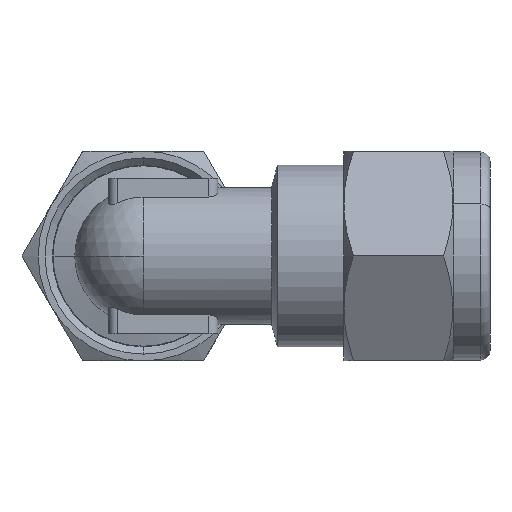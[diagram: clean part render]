
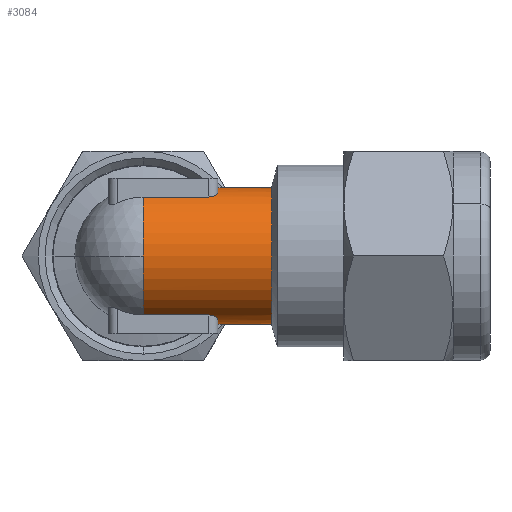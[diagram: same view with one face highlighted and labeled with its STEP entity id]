
A CAD part, left-side view. The second image highlights one B-rep face of the part: STEP entity #3084.
In plain terms, the highlighted cylindrical face has radius 7.5 mm (diameter 15 mm), a partial arc.
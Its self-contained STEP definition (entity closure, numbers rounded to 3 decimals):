
#16 = B_SPLINE_CURVE_WITH_KNOTS ( 'NONE', 3,
 ( #3227, #3228, #3232, #3233, #3234, #3235, #3236, #3237, #3238, #3239 ),
 .UNSPECIFIED., .F., .F.,
 ( 4, 2, 2, 2, 4 ),
 ( 0., 0., 0.001, 0.001, 0.002 ),
 .UNSPECIFIED. ) ;
#48 = DIRECTION ( 'NONE',  ( 0., 0., -1. ) ) ;
#50 = CARTESIAN_POINT ( 'NONE',  ( 0., 0., 0. ) ) ;
#51 = DIRECTION ( 'NONE',  ( 0., -1., 0. ) ) ;
#231 = B_SPLINE_CURVE_WITH_KNOTS ( 'NONE', 3,
 ( #1496, #1495, #1497, #1498, #1499, #1500, #1501, #1502, #1503, #1504 ),
 .UNSPECIFIED., .F., .F.,
 ( 4, 2, 2, 2, 4 ),
 ( 0.005, 0.005, 0.006, 0.006, 0.007 ),
 .UNSPECIFIED. ) ;
#258 = AXIS2_PLACEMENT_3D ( 'NONE', #50, #51, #48 ) ;
#307 = LINE ( 'NONE', #2321, #311 ) ;
#310 = LINE ( 'NONE', #2335, #313 ) ;
#311 = VECTOR ( 'NONE', #2320, 1000. ) ;
#313 = VECTOR ( 'NONE', #2336, 1000. ) ;
#328 = CIRCLE ( 'NONE', #2665, 7.5 ) ;
#356 = CIRCLE ( 'NONE', #2676, 7.5 ) ;
#360 = LINE ( 'NONE', #3213, #362 ) ;
#361 = CIRCLE ( 'NONE', #2678, 7.5 ) ;
#362 = VECTOR ( 'NONE', #3214, 1000. ) ;
#363 = CIRCLE ( 'NONE', #2677, 7.5 ) ;
#682 = FACE_OUTER_BOUND ( 'NONE', #1033, .T. ) ;
#684 = CYLINDRICAL_SURFACE ( 'NONE', #258, 7.5 ) ;
#764 = CARTESIAN_POINT ( 'NONE',  ( 0., 16.438, -7.5 ) ) ;
#773 = CARTESIAN_POINT ( 'NONE',  ( 0., 16.438, 7.5 ) ) ;
#774 = CARTESIAN_POINT ( 'NONE',  ( -7.5, 30.5, 0. ) ) ;
#777 = CARTESIAN_POINT ( 'NONE',  ( -3.805, 30.5, -6.463 ) ) ;
#784 = CARTESIAN_POINT ( 'NONE',  ( 0., 22.305, -7.5 ) ) ;
#832 = CARTESIAN_POINT ( 'NONE',  ( -2.805, 22.305, 6.956 ) ) ;
#834 = CARTESIAN_POINT ( 'NONE',  ( -3.805, 23.305, -6.463 ) ) ;
#837 = CARTESIAN_POINT ( 'NONE',  ( -3.805, 23.305, 6.463 ) ) ;
#838 = CARTESIAN_POINT ( 'NONE',  ( -3.805, 30.5, 6.463 ) ) ;
#840 = CARTESIAN_POINT ( 'NONE',  ( -2.805, 22.305, -6.956 ) ) ;
#870 = CARTESIAN_POINT ( 'NONE',  ( 0., 22.305, 7.5 ) ) ;
#904 = VERTEX_POINT ( 'NONE', #764 ) ;
#913 = VERTEX_POINT ( 'NONE', #773 ) ;
#914 = VERTEX_POINT ( 'NONE', #774 ) ;
#917 = VERTEX_POINT ( 'NONE', #777 ) ;
#924 = VERTEX_POINT ( 'NONE', #784 ) ;
#926 = VERTEX_POINT ( 'NONE', #870 ) ;
#975 = VERTEX_POINT ( 'NONE', #832 ) ;
#977 = VERTEX_POINT ( 'NONE', #834 ) ;
#980 = VERTEX_POINT ( 'NONE', #837 ) ;
#981 = VERTEX_POINT ( 'NONE', #838 ) ;
#983 = VERTEX_POINT ( 'NONE', #840 ) ;
#1033 = EDGE_LOOP ( 'NONE', ( #2001, #2002, #2003, #2004, #2005, #2006, #2007, #2008, #2009, #2010, #2011 ) ) ;
#1090 = CIRCLE ( 'NONE', #2622, 7.5 ) ;
#1091 = VECTOR ( 'NONE', #1493, 1000. ) ;
#1092 = LINE ( 'NONE', #1494, #1091 ) ;
#1226 = EDGE_CURVE ( 'NONE', #980, #981, #1092, .T. ) ;
#1227 = EDGE_CURVE ( 'NONE', #975, #980, #231, .T. ) ;
#1228 = EDGE_CURVE ( 'NONE', #926, #975, #1090, .T. ) ;
#1309 = EDGE_CURVE ( 'NONE', #924, #904, #307, .T. ) ;
#1310 = EDGE_CURVE ( 'NONE', #926, #913, #310, .T. ) ;
#1326 = EDGE_CURVE ( 'NONE', #914, #917, #328, .T. ) ;
#1350 = EDGE_CURVE ( 'NONE', #981, #914, #356, .T. ) ;
#1351 = EDGE_CURVE ( 'NONE', #917, #977, #360, .T. ) ;
#1352 = EDGE_CURVE ( 'NONE', #977, #983, #16, .T. ) ;
#1353 = EDGE_CURVE ( 'NONE', #983, #924, #363, .T. ) ;
#1354 = EDGE_CURVE ( 'NONE', #913, #904, #361, .T. ) ;
#1493 = DIRECTION ( 'NONE',  ( 0., 1., 0. ) ) ;
#1494 = CARTESIAN_POINT ( 'NONE',  ( -3.805, 0., 6.463 ) ) ;
#1495 = CARTESIAN_POINT ( 'NONE',  ( -2.933, 22.305, 6.904 ) ) ;
#1496 = CARTESIAN_POINT ( 'NONE',  ( -2.805, 22.305, 6.956 ) ) ;
#1497 = CARTESIAN_POINT ( 'NONE',  ( -3.06, 22.33, 6.849 ) ) ;
#1498 = CARTESIAN_POINT ( 'NONE',  ( -3.295, 22.424, 6.739 ) ) ;
#1499 = CARTESIAN_POINT ( 'NONE',  ( -3.404, 22.494, 6.684 ) ) ;
#1500 = CARTESIAN_POINT ( 'NONE',  ( -3.59, 22.672, 6.586 ) ) ;
#1501 = CARTESIAN_POINT ( 'NONE',  ( -3.668, 22.782, 6.542 ) ) ;
#1502 = CARTESIAN_POINT ( 'NONE',  ( -3.775, 23.027, 6.481 ) ) ;
#1503 = CARTESIAN_POINT ( 'NONE',  ( -3.805, 23.165, 6.463 ) ) ;
#1504 = CARTESIAN_POINT ( 'NONE',  ( -3.805, 23.305, 6.463 ) ) ;
#1505 = CARTESIAN_POINT ( 'NONE',  ( 0., 22.305, 0. ) ) ;
#1506 = DIRECTION ( 'NONE',  ( 0., -1., 0. ) ) ;
#1507 = DIRECTION ( 'NONE',  ( 0., 0., 1. ) ) ;
#2001 = ORIENTED_EDGE ( 'NONE', *, *, #1310, .F. ) ;
#2002 = ORIENTED_EDGE ( 'NONE', *, *, #1228, .T. ) ;
#2003 = ORIENTED_EDGE ( 'NONE', *, *, #1227, .T. ) ;
#2004 = ORIENTED_EDGE ( 'NONE', *, *, #1226, .T. ) ;
#2005 = ORIENTED_EDGE ( 'NONE', *, *, #1350, .T. ) ;
#2006 = ORIENTED_EDGE ( 'NONE', *, *, #1326, .T. ) ;
#2007 = ORIENTED_EDGE ( 'NONE', *, *, #1351, .T. ) ;
#2008 = ORIENTED_EDGE ( 'NONE', *, *, #1352, .T. ) ;
#2009 = ORIENTED_EDGE ( 'NONE', *, *, #1353, .T. ) ;
#2010 = ORIENTED_EDGE ( 'NONE', *, *, #1309, .T. ) ;
#2011 = ORIENTED_EDGE ( 'NONE', *, *, #1354, .F. ) ;
#2320 = DIRECTION ( 'NONE',  ( 0., -1., 0. ) ) ;
#2321 = CARTESIAN_POINT ( 'NONE',  ( 0., 0., -7.5 ) ) ;
#2335 = CARTESIAN_POINT ( 'NONE',  ( 0., 0., 7.5 ) ) ;
#2336 = DIRECTION ( 'NONE',  ( 0., -1., 0. ) ) ;
#2405 = CARTESIAN_POINT ( 'NONE',  ( 0., 30.5, 0. ) ) ;
#2406 = DIRECTION ( 'NONE',  ( 0., -1., 0. ) ) ;
#2407 = DIRECTION ( 'NONE',  ( 0., 0., -1. ) ) ;
#2622 = AXIS2_PLACEMENT_3D ( 'NONE', #1505, #1506, #1507 ) ;
#2665 = AXIS2_PLACEMENT_3D ( 'NONE', #2405, #2406, #2407 ) ;
#2676 = AXIS2_PLACEMENT_3D ( 'NONE', #3229, #3230, #3231 ) ;
#2677 = AXIS2_PLACEMENT_3D ( 'NONE', #3242, #3243, #3244 ) ;
#2678 = AXIS2_PLACEMENT_3D ( 'NONE', #3247, #3248, #3249 ) ;
#3084 = ADVANCED_FACE ( 'NONE', ( #682 ), #684, .T. ) ;
#3213 = CARTESIAN_POINT ( 'NONE',  ( -3.805, 0., -6.463 ) ) ;
#3214 = DIRECTION ( 'NONE',  ( 0., -1., 0. ) ) ;
#3227 = CARTESIAN_POINT ( 'NONE',  ( -3.805, 23.305, -6.463 ) ) ;
#3228 = CARTESIAN_POINT ( 'NONE',  ( -3.805, 23.165, -6.463 ) ) ;
#3229 = CARTESIAN_POINT ( 'NONE',  ( 0., 30.5, 0. ) ) ;
#3230 = DIRECTION ( 'NONE',  ( 0., -1., 0. ) ) ;
#3231 = DIRECTION ( 'NONE',  ( 0., 0., -1. ) ) ;
#3232 = CARTESIAN_POINT ( 'NONE',  ( -3.775, 23.029, -6.481 ) ) ;
#3233 = CARTESIAN_POINT ( 'NONE',  ( -3.668, 22.782, -6.542 ) ) ;
#3234 = CARTESIAN_POINT ( 'NONE',  ( -3.59, 22.672, -6.586 ) ) ;
#3235 = CARTESIAN_POINT ( 'NONE',  ( -3.404, 22.494, -6.684 ) ) ;
#3236 = CARTESIAN_POINT ( 'NONE',  ( -3.295, 22.424, -6.739 ) ) ;
#3237 = CARTESIAN_POINT ( 'NONE',  ( -3.059, 22.33, -6.849 ) ) ;
#3238 = CARTESIAN_POINT ( 'NONE',  ( -2.934, 22.305, -6.904 ) ) ;
#3239 = CARTESIAN_POINT ( 'NONE',  ( -2.805, 22.305, -6.956 ) ) ;
#3242 = CARTESIAN_POINT ( 'NONE',  ( 0., 22.305, 0. ) ) ;
#3243 = DIRECTION ( 'NONE',  ( 0., -1., 0. ) ) ;
#3244 = DIRECTION ( 'NONE',  ( 0., 0., 1. ) ) ;
#3247 = CARTESIAN_POINT ( 'NONE',  ( 0., 16.438, 0. ) ) ;
#3248 = DIRECTION ( 'NONE',  ( 0., -1., 0. ) ) ;
#3249 = DIRECTION ( 'NONE',  ( 0., 0., -1. ) ) ;
